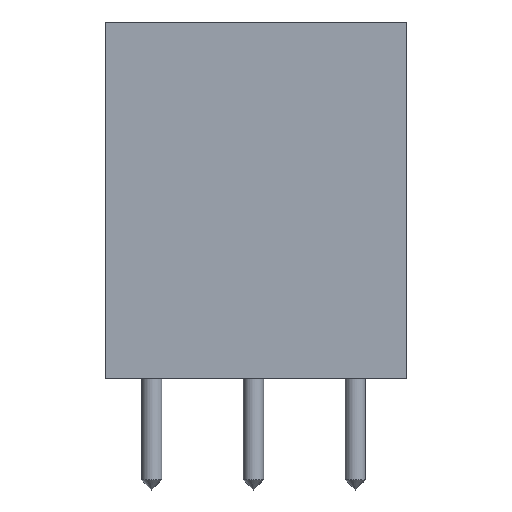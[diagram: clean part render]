
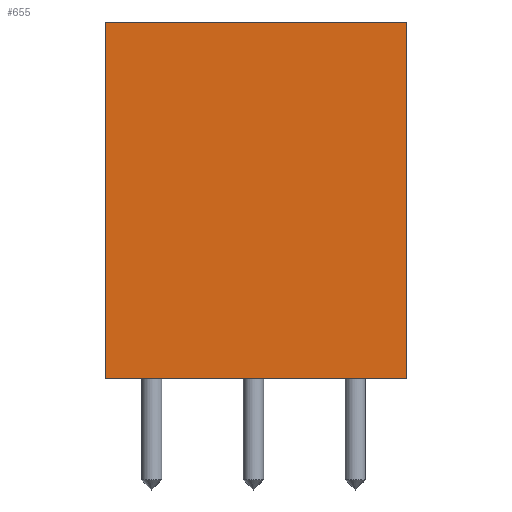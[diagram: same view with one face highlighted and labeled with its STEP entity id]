
A CAD part, front view. The second image highlights one B-rep face of the part: STEP entity #655.
In plain terms, the highlighted face is planar.
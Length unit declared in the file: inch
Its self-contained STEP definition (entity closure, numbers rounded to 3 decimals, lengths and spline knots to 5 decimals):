
#37=FACE_OUTER_BOUND('',#79,.T.);
#79=EDGE_LOOP('',(#420,#421,#422,#423));
#121=LINE('',#974,#199);
#124=LINE('',#986,#202);
#125=LINE('',#988,#203);
#126=LINE('',#989,#204);
#199=VECTOR('',#800,0.3937);
#202=VECTOR('',#811,0.3937);
#203=VECTOR('',#812,0.3937);
#204=VECTOR('',#813,0.3937);
#276=VERTEX_POINT('',#970);
#278=VERTEX_POINT('',#973);
#283=VERTEX_POINT('',#985);
#284=VERTEX_POINT('',#987);
#330=EDGE_CURVE('',#278,#276,#121,.T.);
#336=EDGE_CURVE('',#283,#276,#124,.T.);
#337=EDGE_CURVE('',#284,#283,#125,.T.);
#338=EDGE_CURVE('',#284,#278,#126,.T.);
#420=ORIENTED_EDGE('',*,*,#330,.T.);
#421=ORIENTED_EDGE('',*,*,#336,.F.);
#422=ORIENTED_EDGE('',*,*,#337,.F.);
#423=ORIENTED_EDGE('',*,*,#338,.T.);
#582=PLANE('',#751);
#655=ADVANCED_FACE('',(#37),#582,.T.);
#751=AXIS2_PLACEMENT_3D('',#984,#809,#810);
#800=DIRECTION('',(1.,0.,0.));
#809=DIRECTION('center_axis',(0.,0.,1.));
#810=DIRECTION('ref_axis',(1.,0.,0.));
#811=DIRECTION('',(0.,-1.,0.));
#812=DIRECTION('',(1.,0.,0.));
#813=DIRECTION('',(0.,-1.,0.));
#970=CARTESIAN_POINT('',(-0.35,0.06,-0.05));
#973=CARTESIAN_POINT('',(-0.645,0.06,-0.05));
#974=CARTESIAN_POINT('',(-0.57125,0.06,-0.05));
#984=CARTESIAN_POINT('Origin',(-0.645,0.06,-0.05));
#985=CARTESIAN_POINT('',(-0.35,0.41,-0.05));
#986=CARTESIAN_POINT('',(-0.35,0.235,-0.05));
#987=CARTESIAN_POINT('',(-0.645,0.41,-0.05));
#988=CARTESIAN_POINT('',(-0.045,0.41,-0.05));
#989=CARTESIAN_POINT('',(-0.645,0.41,-0.05));
